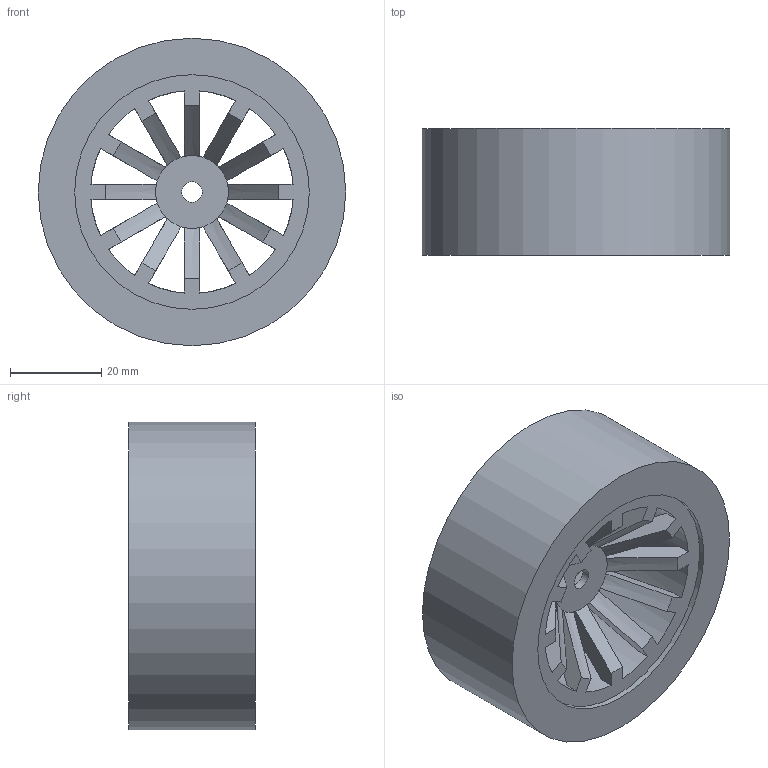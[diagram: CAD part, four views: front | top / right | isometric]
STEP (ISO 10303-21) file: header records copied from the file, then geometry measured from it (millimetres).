
FILE_DESCRIPTION(/* description */ (''),/* implementation_level */ '2;1');
FILE_NAME(/* name */ 'wheel mockup_v3.step',/* time_stamp */ '2023-05-19T17:35:54+02:00',/* author */ (''),/* organization */ (''),/* preprocessor_version */ 'ST-DEVELOPER v19.2',/* originating_system */ 'Autodesk Translation Framework v12.4.0.73',/* authorisation */ '');
FILE_SCHEMA (('AUTOMOTIVE_DESIGN { 1 0 10303 214 3 1 1 }'));
Length unit declared in the file: millimetre
Products named in the file (3): wheel mockup; hub; Wheel
Assembly tree (2 placements, depth 2):
  wheel mockup
    hub
    Wheel
Bounding box: 67.5 x 27.8 x 67.5 mm (x, y, z)
Volume: 58595.9 mm3; surface area: 26055.6 mm2
Topology: 2 solids, 2 shells, 79 faces, 264 edges, 168 vertices
Faces by surface type: plane 49, cone 24, cylinder 6
Full cylindrical faces by diameter (mm): 4.5 x1, 16 x1, 44.5 x1, 51.5 x2, 67.5 x1
Entity records: 2989 total; most frequent: CARTESIAN_POINT 612, ORIENTED_EDGE 528, DIRECTION 480, EDGE_CURVE 264, AXIS2_PLACEMENT_3D 180, VERTEX_POINT 168, LINE 120, VECTOR 120
